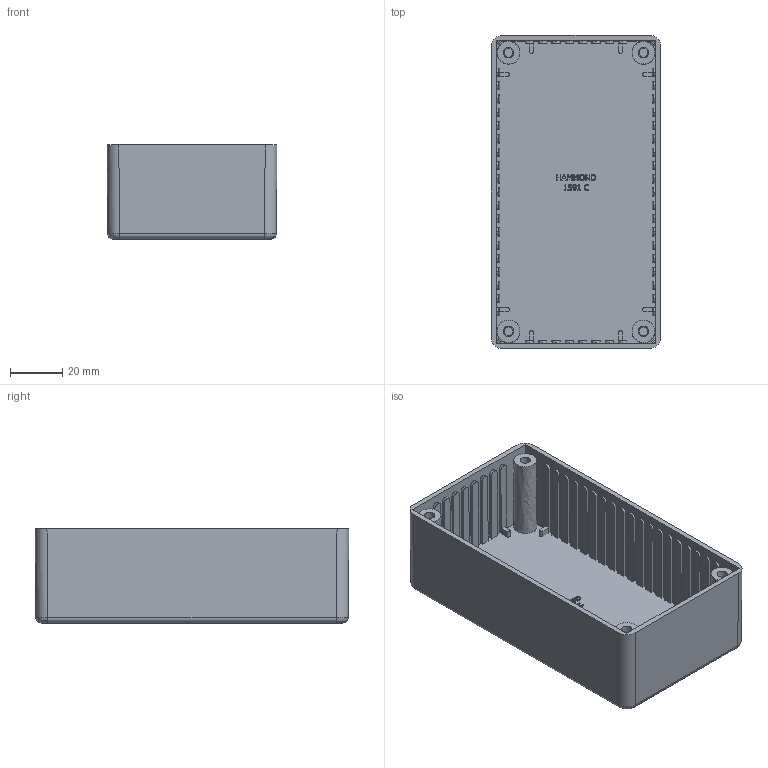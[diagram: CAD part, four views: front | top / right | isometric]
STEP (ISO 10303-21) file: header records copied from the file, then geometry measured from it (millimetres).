
FILE_DESCRIPTION((''),'2;1');
FILE_NAME('1591C Box.stp','2007-07-06T14:43:33',('rboehler'),(''),'Autodesk Inventor 2008','Autodesk Inventor 2008','');
FILE_SCHEMA(('AUTOMOTIVE_DESIGN { 1 0 10303 214 1 1 1 1 }'));
Length unit declared in the file: millimetre
Products named in the file (1): 1591C Box
Bounding box: 65 x 120 x 36 mm (x, y, z)
Volume: 50660.5 mm3; surface area: 48294.7 mm2
Topology: 1 solids, 1 shells, 599 faces, 1716 edges, 1140 vertices
Faces by surface type: bspline 269, plane 256, cylinder 66, cone 8
Entity records: 21176 total; most frequent: CARTESIAN_POINT 6413, ORIENTED_EDGE 3408, DIRECTION 2502, EDGE_CURVE 1704, VECTOR 1272, LINE 1272, VERTEX_POINT 1136, EDGE_LOOP 628
